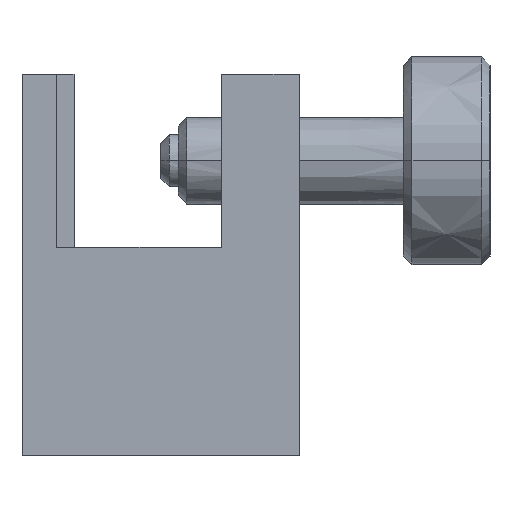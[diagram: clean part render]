
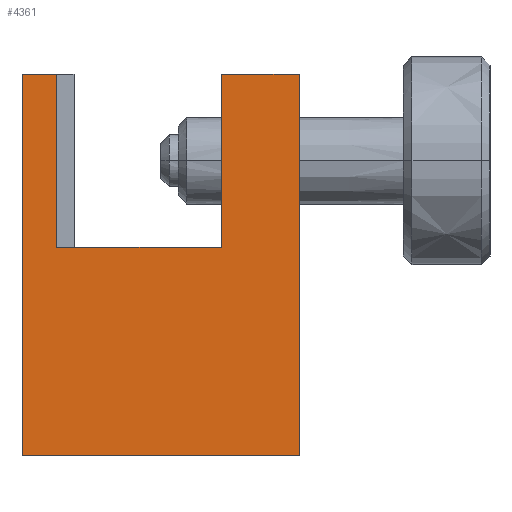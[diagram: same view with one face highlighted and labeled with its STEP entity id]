
A CAD part, left-side view. The second image highlights one B-rep face of the part: STEP entity #4361.
In plain terms, the highlighted free-form (B-spline) face has degree [1, 1] with [2, 2] control points.
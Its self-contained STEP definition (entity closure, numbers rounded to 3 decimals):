
#52 = ORIENTED_EDGE ( 'NONE', *, *, #3419, .F. ) ;
#101 = CARTESIAN_POINT ( 'NONE',  ( -35., -8., 22. ) ) ;
#233 = CARTESIAN_POINT ( 'NONE',  ( -35., 6., 22. ) ) ;
#333 = CARTESIAN_POINT ( 'NONE',  ( -35., 6., 12. ) ) ;
#369 = ORIENTED_EDGE ( 'NONE', *, *, #988, .T. ) ;
#496 = VERTEX_POINT ( 'NONE', #2245 ) ;
#606 = CARTESIAN_POINT ( 'NONE',  ( -35., -8., 0. ) ) ;
#687 = VERTEX_POINT ( 'NONE', #1205 ) ;
#693 = VERTEX_POINT ( 'NONE', #826 ) ;
#826 = CARTESIAN_POINT ( 'NONE',  ( -35., -8., 22. ) ) ;
#852 = LINE ( 'NONE', #1225, #2591 ) ;
#975 = VECTOR ( 'NONE', #4561, 1000. ) ;
#988 = EDGE_CURVE ( 'NONE', #693, #2124, #2726, .T. ) ;
#1048 = CARTESIAN_POINT ( 'NONE',  ( -35., -8., 0. ) ) ;
#1070 = CARTESIAN_POINT ( 'NONE',  ( -35., -3.5, 22. ) ) ;
#1108 = DIRECTION ( 'NONE',  ( 0., 1., 0. ) ) ;
#1125 = EDGE_CURVE ( 'NONE', #3024, #687, #1822, .T. ) ;
#1149 = EDGE_CURVE ( 'NONE', #2676, #2904, #3684, .T. ) ;
#1205 = CARTESIAN_POINT ( 'NONE',  ( -35., 8., 22. ) ) ;
#1224 = LINE ( 'NONE', #606, #4146 ) ;
#1225 = CARTESIAN_POINT ( 'NONE',  ( -35., -8., 0. ) ) ;
#1249 = ORIENTED_EDGE ( 'NONE', *, *, #1149, .T. ) ;
#1256 = DIRECTION ( 'NONE',  ( 0., 1., 0. ) ) ;
#1433 = CARTESIAN_POINT ( 'NONE',  ( -35., -8., 22. ) ) ;
#1506 = ORIENTED_EDGE ( 'NONE', *, *, #4377, .F. ) ;
#1604 = CARTESIAN_POINT ( 'NONE',  ( -35., 8., 0. ) ) ;
#1807 = LINE ( 'NONE', #2419, #3849 ) ;
#1822 = LINE ( 'NONE', #2655, #4737 ) ;
#1882 = DIRECTION ( 'NONE',  ( 0., 0., 1. ) ) ;
#1913 = ORIENTED_EDGE ( 'NONE', *, *, #4938, .F. ) ;
#2025 = DIRECTION ( 'NONE',  ( 0., 0., 1. ) ) ;
#2069 = DIRECTION ( 'NONE',  ( 0., -1., 0. ) ) ;
#2096 = DIRECTION ( 'NONE',  ( 0., 0., 1. ) ) ;
#2124 = VERTEX_POINT ( 'NONE', #1070 ) ;
#2164 = LINE ( 'NONE', #4348, #3655 ) ;
#2245 = CARTESIAN_POINT ( 'NONE',  ( -35., -3.5, 12. ) ) ;
#2403 = ORIENTED_EDGE ( 'NONE', *, *, #4642, .T. ) ;
#2419 = CARTESIAN_POINT ( 'NONE',  ( -35., -3.5, 12. ) ) ;
#2591 = VECTOR ( 'NONE', #1256, 1000. ) ;
#2632 = DIRECTION ( 'NONE',  ( 0., 0., 1. ) ) ;
#2655 = CARTESIAN_POINT ( 'NONE',  ( -35., 8., 0. ) ) ;
#2676 = VERTEX_POINT ( 'NONE', #333 ) ;
#2726 = LINE ( 'NONE', #1433, #4394 ) ;
#2843 = EDGE_LOOP ( 'NONE', ( #1249, #52, #2868, #1506, #2403, #369, #4089, #1913 ) ) ;
#2868 = ORIENTED_EDGE ( 'NONE', *, *, #1125, .F. ) ;
#2904 = VERTEX_POINT ( 'NONE', #233 ) ;
#3024 = VERTEX_POINT ( 'NONE', #3794 ) ;
#3155 = CARTESIAN_POINT ( 'NONE',  ( -35., 8., 22. ) ) ;
#3419 = EDGE_CURVE ( 'NONE', #687, #2904, #2164, .T. ) ;
#3492 = CARTESIAN_POINT ( 'NONE',  ( -35., -8., 0. ) ) ;
#3599 = LINE ( 'NONE', #4904, #975 ) ;
#3655 = VECTOR ( 'NONE', #2069, 1000. ) ;
#3684 = LINE ( 'NONE', #4518, #4400 ) ;
#3794 = CARTESIAN_POINT ( 'NONE',  ( -35., 8., 0. ) ) ;
#3796 = B_SPLINE_SURFACE_WITH_KNOTS ( 'NONE', 1, 1, ( 
 ( #3492, #1604 ),
 ( #101, #3155 ) ),
 .UNSPECIFIED., .F., .F., .F.,
 ( 2, 2 ),
 ( 2, 2 ),
 ( 0., 1. ),
 ( 0., 1. ),
 .UNSPECIFIED. ) ;
#3849 = VECTOR ( 'NONE', #2025, 1000. ) ;
#3908 = FACE_OUTER_BOUND ( 'NONE', #2843, .T. ) ;
#3953 = VERTEX_POINT ( 'NONE', #1048 ) ;
#4089 = ORIENTED_EDGE ( 'NONE', *, *, #4155, .F. ) ;
#4146 = VECTOR ( 'NONE', #2096, 1000. ) ;
#4155 = EDGE_CURVE ( 'NONE', #496, #2124, #1807, .T. ) ;
#4348 = CARTESIAN_POINT ( 'NONE',  ( -35., 8., 22. ) ) ;
#4361 = ADVANCED_FACE ( 'NONE', ( #3908 ), #3796, .T. ) ;
#4377 = EDGE_CURVE ( 'NONE', #3953, #3024, #852, .T. ) ;
#4394 = VECTOR ( 'NONE', #1108, 1000. ) ;
#4400 = VECTOR ( 'NONE', #2632, 1000. ) ;
#4518 = CARTESIAN_POINT ( 'NONE',  ( -35., 6., 12. ) ) ;
#4561 = DIRECTION ( 'NONE',  ( 0., -1., 0. ) ) ;
#4642 = EDGE_CURVE ( 'NONE', #3953, #693, #1224, .T. ) ;
#4737 = VECTOR ( 'NONE', #1882, 1000. ) ;
#4904 = CARTESIAN_POINT ( 'NONE',  ( -35., 6., 12. ) ) ;
#4938 = EDGE_CURVE ( 'NONE', #2676, #496, #3599, .T. ) ;
